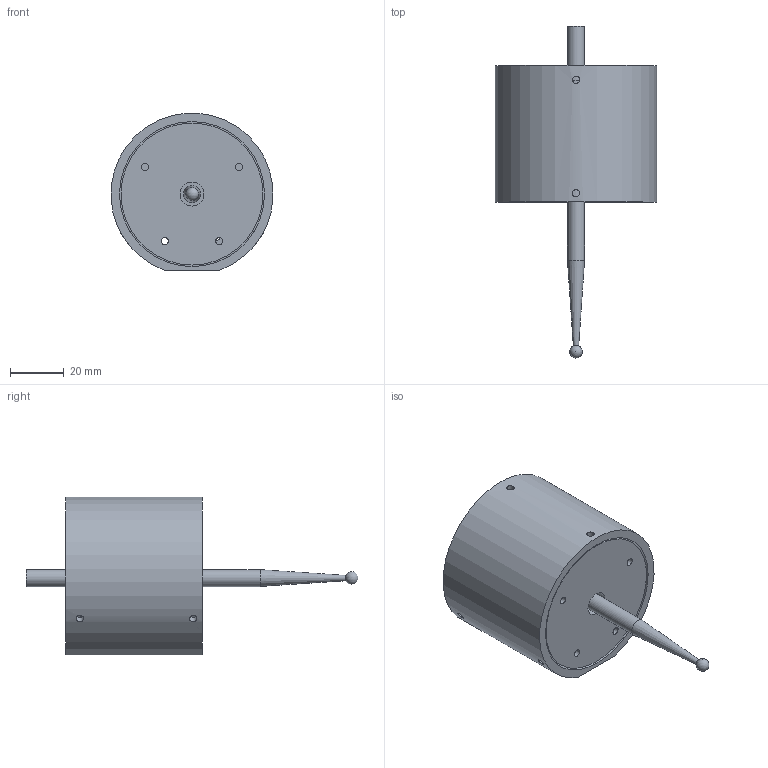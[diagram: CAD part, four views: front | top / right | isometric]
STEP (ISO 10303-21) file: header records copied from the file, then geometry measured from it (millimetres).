
FILE_DESCRIPTION (( 'STEP AP214' ), '1' );
FILE_NAME ('CC-TP-1.STEP', '2021-05-25T23:59:41', ( 'Colt' ), ( '' ), 'SwSTEP 2.0', 'SolidWorks 2018', '' );
FILE_SCHEMA (( 'AUTOMOTIVE_DESIGN' ));
Length unit declared in the file: inch
Products named in the file (13): CC-TP-2; DOWEL^CC-TP-1; CC-TP-4; CC-TP-8; BALL BEARING^CC-TP-1; CC-TP-6; CC-TP-7; CC-TP-3; SPINDLE PIN^CC-TP-1; MAGNET_125; CC-TP-1; STANDOFF^CC-TP-1; CC-TP-5
Assembly tree (30 placements, depth 2):
  CC-TP-1
    CC-TP-2
    CC-TP-3
    CC-TP-4  x2
    CC-TP-5
    CC-TP-6  x2
    CC-TP-7
    CC-TP-8
    STANDOFF^CC-TP-1  x4
    SPINDLE PIN^CC-TP-1
    DOWEL^CC-TP-1  x3
    BALL BEARING^CC-TP-1  x7
    MAGNET_125  x6
Bounding box: 60.24 x 123.57 x 58.78 mm (x, y, z)
Volume: 89488.9 mm3; surface area: 54626.7 mm2
Topology: 30 solids, 30 shells, 186 faces, 417 edges, 274 vertices
Faces by surface type: cylinder 87, plane 81, cone 11, sphere 7
Full cylindrical faces by diameter (mm): 2.705 x24, 3.175 x12, 3.264 x6, 3.658 x12, 3.81 x6, 5.159 x2, 6.35 x11, 8.89 x1, 12.7 x1, 28.575 x2, 31.75 x1, 49.213 x2, 51.816 x1, 52.832 x3, 53.975 x2
Entity records: 4687 total; most frequent: CARTESIAN_POINT 1198, DIRECTION 614, ORIENTED_EDGE 404, AXIS2_PLACEMENT_3D 283, EDGE_LOOP 275, EDGE_CURVE 202, FACE_OUTER_BOUND 181, VERTEX_POINT 175
